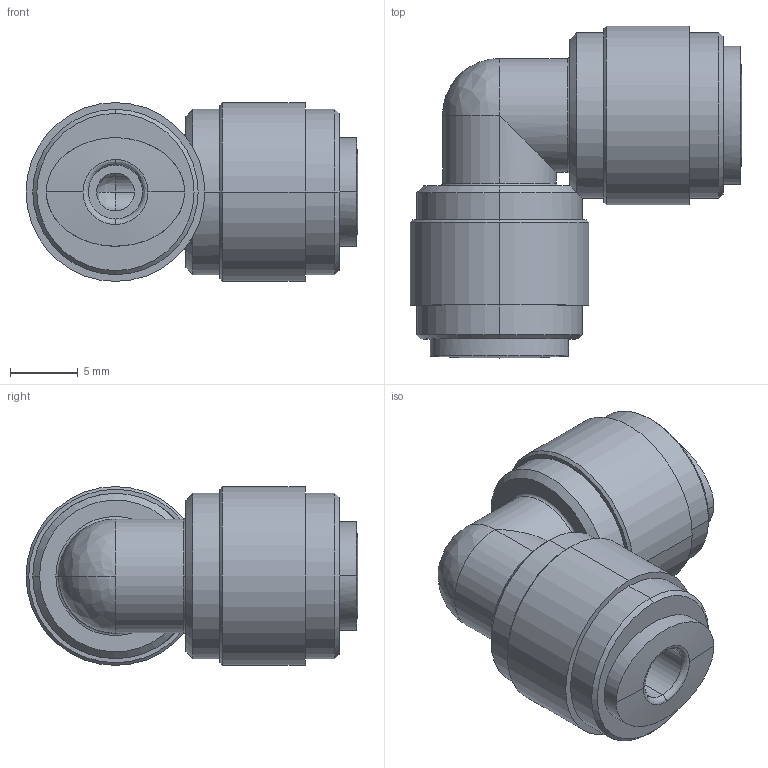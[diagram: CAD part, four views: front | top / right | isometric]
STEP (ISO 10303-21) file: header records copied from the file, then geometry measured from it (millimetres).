
FILE_DESCRIPTION (( 'STEP AP214' ), '1' );
FILE_NAME ('UL532-P.step', '2017-08-29T21:00:58', ( '' ), ( '' ), 'SwSTEP 2.0', 'SolidWorks 2017', '' );
FILE_SCHEMA (( 'AUTOMOTIVE_DESIGN' ));
Length unit declared in the file: inch
Products named in the file (1): UL532-P
Bounding box: 24.5 x 24.5 x 13.2 mm (x, y, z)
Volume: 3194.9 mm3; surface area: 2019.4 mm2
Topology: 1 solids, 1 shells, 67 faces, 152 edges, 89 vertices
Faces by surface type: cylinder 24, bspline 16, cone 13, plane 10, torus 4
Entity records: 3372 total; most frequent: CARTESIAN_POINT 1913, DIRECTION 300, ORIENTED_EDGE 296, EDGE_CURVE 148, AXIS2_PLACEMENT_3D 132, VERTEX_POINT 89, CIRCLE 80, EDGE_LOOP 77
